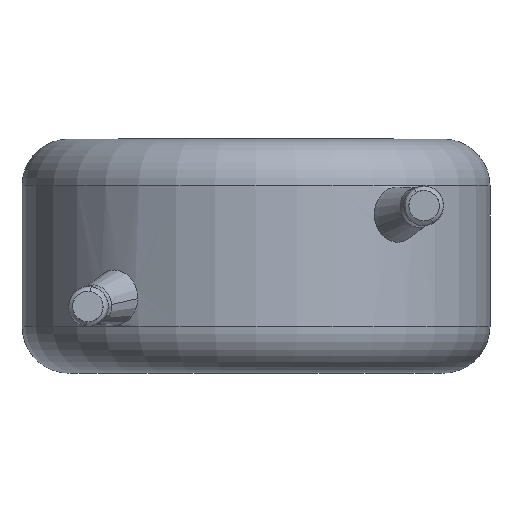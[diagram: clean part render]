
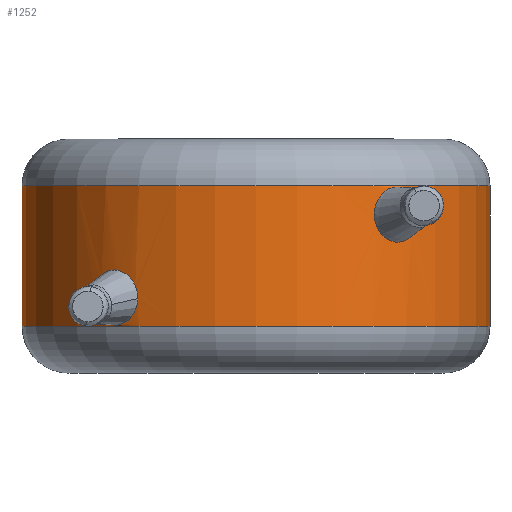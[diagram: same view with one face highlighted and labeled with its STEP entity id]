
A CAD part, front view. The second image highlights one B-rep face of the part: STEP entity #1252.
In plain terms, the highlighted cylindrical face has radius 5 mm (diameter 10 mm), a partial arc.
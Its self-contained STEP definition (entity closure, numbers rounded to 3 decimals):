
#20 = CARTESIAN_POINT ( 'NONE',  ( 0., 0., 1. ) ) ;
#42 = CARTESIAN_POINT ( 'NONE',  ( 2.582, -4.282, 3.123 ) ) ;
#62 = CARTESIAN_POINT ( 'NONE',  ( -3.148, -3.888, 1.029 ) ) ;
#191 = CARTESIAN_POINT ( 'NONE',  ( -3.262, -3.791, 2.148 ) ) ;
#200 = VERTEX_POINT ( 'NONE', #2677 ) ;
#275 = EDGE_CURVE ( 'NONE', #4013, #1424, #3249, .T. ) ;
#288 = AXIS2_PLACEMENT_3D ( 'NONE', #1123, #840, #4096 ) ;
#313 = CARTESIAN_POINT ( 'NONE',  ( -3.474, -3.596, 1.614 ) ) ;
#321 = CARTESIAN_POINT ( 'NONE',  ( 3.259, -3.795, 3.907 ) ) ;
#324 = B_SPLINE_CURVE_WITH_KNOTS ( 'NONE', 3,
 ( #2584, #697, #2660, #1060, #3308, #2339, #714, #726, #1076, #2996 ),
 .UNSPECIFIED., .F., .F.,
 ( 4, 2, 2, 2, 4 ),
 ( 0., 0., 0.001, 0.001, 0.002 ),
 .UNSPECIFIED. ) ;
#436 = FACE_BOUND ( 'NONE', #2980, .T. ) ;
#477 = CARTESIAN_POINT ( 'NONE',  ( -3.422, -3.646, 1.917 ) ) ;
#518 = EDGE_CURVE ( 'NONE', #1424, #4013, #1793, .T. ) ;
#542 = EDGE_CURVE ( 'NONE', #2681, #200, #2112, .T. ) ;
#631 = DIRECTION ( 'NONE',  ( 0., 0., -1. ) ) ;
#688 = ORIENTED_EDGE ( 'NONE', *, *, #2116, .F. ) ;
#697 = CARTESIAN_POINT ( 'NONE',  ( 2.644, -4.244, 2.981 ) ) ;
#714 = CARTESIAN_POINT ( 'NONE',  ( 3.429, -3.639, 3.066 ) ) ;
#726 = CARTESIAN_POINT ( 'NONE',  ( 3.49, -3.581, 3.373 ) ) ;
#782 = DIRECTION ( 'NONE',  ( 0., 0., -1. ) ) ;
#840 = DIRECTION ( 'NONE',  ( 0., 0., -1. ) ) ;
#844 = CIRCLE ( 'NONE', #2847, 5. ) ;
#864 = CARTESIAN_POINT ( 'NONE',  ( 2.588, -4.278, 3.712 ) ) ;
#955 = CYLINDRICAL_SURFACE ( 'NONE', #288, 5. ) ;
#998 = DIRECTION ( 'NONE',  ( 0., 0., 1. ) ) ;
#1060 = CARTESIAN_POINT ( 'NONE',  ( 3.001, -4.002, 2.777 ) ) ;
#1071 = CARTESIAN_POINT ( 'NONE',  ( -3.261, -3.792, 1.096 ) ) ;
#1076 = CARTESIAN_POINT ( 'NONE',  ( 3.471, -3.6, 3.542 ) ) ;
#1078 = ORIENTED_EDGE ( 'NONE', *, *, #518, .F. ) ;
#1123 = CARTESIAN_POINT ( 'NONE',  ( 0., 0., 5. ) ) ;
#1171 = ORIENTED_EDGE ( 'NONE', *, *, #542, .T. ) ;
#1177 = CARTESIAN_POINT ( 'NONE',  ( -3.465, -3.605, 1.772 ) ) ;
#1207 = CARTESIAN_POINT ( 'NONE',  ( 5., 0., 5. ) ) ;
#1252 = ADVANCED_FACE ( 'NONE', ( #1299, #3629, #436 ), #955, .T. ) ;
#1261 = CARTESIAN_POINT ( 'NONE',  ( 2.523, -4.318, 3.26 ) ) ;
#1299 = FACE_OUTER_BOUND ( 'NONE', #2715, .T. ) ;
#1424 = VERTEX_POINT ( 'NONE', #313 ) ;
#1517 = CARTESIAN_POINT ( 'NONE',  ( -2.527, -4.315, 1.592 ) ) ;
#1584 = CARTESIAN_POINT ( 'NONE',  ( 2.582, -4.282, 3.123 ) ) ;
#1613 = CARTESIAN_POINT ( 'NONE',  ( -2.775, -4.16, 1.076 ) ) ;
#1765 = ORIENTED_EDGE ( 'NONE', *, *, #2723, .F. ) ;
#1766 = DIRECTION ( 'NONE',  ( 1., 0., 0. ) ) ;
#1793 = B_SPLINE_CURVE_WITH_KNOTS ( 'NONE', 3,
 ( #2991, #4135, #3286, #1071, #62, #3598, #1613, #2582, #2928, #1911 ),
 .UNSPECIFIED., .F., .F.,
 ( 4, 2, 2, 2, 4 ),
 ( 0.002, 0.003, 0.003, 0.004, 0.004 ),
 .UNSPECIFIED. ) ;
#1802 = EDGE_LOOP ( 'NONE', ( #1765, #3187 ) ) ;
#1822 = CARTESIAN_POINT ( 'NONE',  ( -3.141, -3.893, 2.207 ) ) ;
#1886 = CARTESIAN_POINT ( 'NONE',  ( -5., 0., 5. ) ) ;
#1911 = CARTESIAN_POINT ( 'NONE',  ( -2.527, -4.315, 1.592 ) ) ;
#2026 = VECTOR ( 'NONE', #631, 1000. ) ;
#2065 = EDGE_CURVE ( 'NONE', #3506, #3925, #844, .T. ) ;
#2112 = CIRCLE ( 'NONE', #2562, 5. ) ;
#2116 = EDGE_CURVE ( 'NONE', #3506, #200, #2903, .T. ) ;
#2145 = CARTESIAN_POINT ( 'NONE',  ( 3.032, -3.978, 3.995 ) ) ;
#2226 = CARTESIAN_POINT ( 'NONE',  ( 3.411, -3.656, 3.677 ) ) ;
#2239 = VECTOR ( 'NONE', #2789, 1000. ) ;
#2242 = CARTESIAN_POINT ( 'NONE',  ( 2.677, -4.225, 3.838 ) ) ;
#2339 = CARTESIAN_POINT ( 'NONE',  ( 3.349, -3.715, 2.935 ) ) ;
#2556 = CARTESIAN_POINT ( 'NONE',  ( 2.511, -4.324, 3.422 ) ) ;
#2562 = AXIS2_PLACEMENT_3D ( 'NONE', #20, #998, #3932 ) ;
#2582 = CARTESIAN_POINT ( 'NONE',  ( -2.588, -4.28, 1.289 ) ) ;
#2584 = CARTESIAN_POINT ( 'NONE',  ( 2.582, -4.282, 3.123 ) ) ;
#2636 = EDGE_CURVE ( 'NONE', #3925, #2681, #2748, .T. ) ;
#2660 = CARTESIAN_POINT ( 'NONE',  ( 2.755, -4.175, 2.872 ) ) ;
#2677 = CARTESIAN_POINT ( 'NONE',  ( 5., 0., 1. ) ) ;
#2681 = VERTEX_POINT ( 'NONE', #3896 ) ;
#2712 = CARTESIAN_POINT ( 'NONE',  ( 0., 0., 4. ) ) ;
#2715 = EDGE_LOOP ( 'NONE', ( #688, #3695, #2920, #1171 ) ) ;
#2723 = EDGE_CURVE ( 'NONE', #3219, #2785, #3296, .T. ) ;
#2748 = LINE ( 'NONE', #1886, #2026 ) ;
#2762 = CARTESIAN_POINT ( 'NONE',  ( -2.523, -4.317, 1.751 ) ) ;
#2780 = CARTESIAN_POINT ( 'NONE',  ( -2.891, -4.082, 2.2 ) ) ;
#2785 = VERTEX_POINT ( 'NONE', #42 ) ;
#2789 = DIRECTION ( 'NONE',  ( 0., 0., -1. ) ) ;
#2847 = AXIS2_PLACEMENT_3D ( 'NONE', #2712, #782, #1766 ) ;
#2855 = EDGE_CURVE ( 'NONE', #2785, #3219, #324, .T. ) ;
#2903 = LINE ( 'NONE', #1207, #2239 ) ;
#2920 = ORIENTED_EDGE ( 'NONE', *, *, #2636, .T. ) ;
#2928 = CARTESIAN_POINT ( 'NONE',  ( -2.53, -4.313, 1.438 ) ) ;
#2980 = EDGE_LOOP ( 'NONE', ( #1078, #3082 ) ) ;
#2991 = CARTESIAN_POINT ( 'NONE',  ( -3.474, -3.596, 1.614 ) ) ;
#2996 = CARTESIAN_POINT ( 'NONE',  ( 3.411, -3.656, 3.677 ) ) ;
#3063 = CARTESIAN_POINT ( 'NONE',  ( -3.475, -3.595, 1.693 ) ) ;
#3082 = ORIENTED_EDGE ( 'NONE', *, *, #275, .F. ) ;
#3092 = CARTESIAN_POINT ( 'NONE',  ( -3.389, -3.677, 1.983 ) ) ;
#3187 = ORIENTED_EDGE ( 'NONE', *, *, #2855, .F. ) ;
#3188 = CARTESIAN_POINT ( 'NONE',  ( 3.354, -3.709, 3.807 ) ) ;
#3219 = VERTEX_POINT ( 'NONE', #3944 ) ;
#3249 = B_SPLINE_CURVE_WITH_KNOTS ( 'NONE', 3,
 ( #1517, #2762, #3763, #3792, #2780, #1822, #191, #3092, #477, #1177, #3063, #3401 ),
 .UNSPECIFIED., .F., .F.,
 ( 4, 2, 2, 2, 2, 4 ),
 ( 0., 0.001, 0.001, 0.002, 0.002, 0.002 ),
 .UNSPECIFIED. ) ;
#3286 = CARTESIAN_POINT ( 'NONE',  ( -3.422, -3.647, 1.312 ) ) ;
#3296 = B_SPLINE_CURVE_WITH_KNOTS ( 'NONE', 3,
 ( #2226, #3188, #321, #2145, #3536, #2242, #864, #2556, #1261, #1584 ),
 .UNSPECIFIED., .F., .F.,
 ( 4, 2, 2, 2, 4 ),
 ( 0.002, 0.002, 0.003, 0.003, 0.004 ),
 .UNSPECIFIED. ) ;
#3308 = CARTESIAN_POINT ( 'NONE',  ( 3.135, -3.897, 2.79 ) ) ;
#3401 = CARTESIAN_POINT ( 'NONE',  ( -3.474, -3.596, 1.614 ) ) ;
#3506 = VERTEX_POINT ( 'NONE', #3748 ) ;
#3536 = CARTESIAN_POINT ( 'NONE',  ( 2.902, -4.074, 3.982 ) ) ;
#3537 = CARTESIAN_POINT ( 'NONE',  ( -5., 0., 4. ) ) ;
#3598 = CARTESIAN_POINT ( 'NONE',  ( -2.902, -4.075, 1.018 ) ) ;
#3629 = FACE_BOUND ( 'NONE', #1802, .T. ) ;
#3648 = CARTESIAN_POINT ( 'NONE',  ( -2.527, -4.315, 1.592 ) ) ;
#3695 = ORIENTED_EDGE ( 'NONE', *, *, #2065, .T. ) ;
#3748 = CARTESIAN_POINT ( 'NONE',  ( 5., 0., 4. ) ) ;
#3763 = CARTESIAN_POINT ( 'NONE',  ( -2.577, -4.286, 1.908 ) ) ;
#3792 = CARTESIAN_POINT ( 'NONE',  ( -2.762, -4.169, 2.133 ) ) ;
#3896 = CARTESIAN_POINT ( 'NONE',  ( -5., 0., 1. ) ) ;
#3925 = VERTEX_POINT ( 'NONE', #3537 ) ;
#3932 = DIRECTION ( 'NONE',  ( 1., 0., 0. ) ) ;
#3944 = CARTESIAN_POINT ( 'NONE',  ( 3.411, -3.656, 3.677 ) ) ;
#4013 = VERTEX_POINT ( 'NONE', #3648 ) ;
#4096 = DIRECTION ( 'NONE',  ( -1., 0., 0. ) ) ;
#4135 = CARTESIAN_POINT ( 'NONE',  ( -3.471, -3.599, 1.462 ) ) ;
